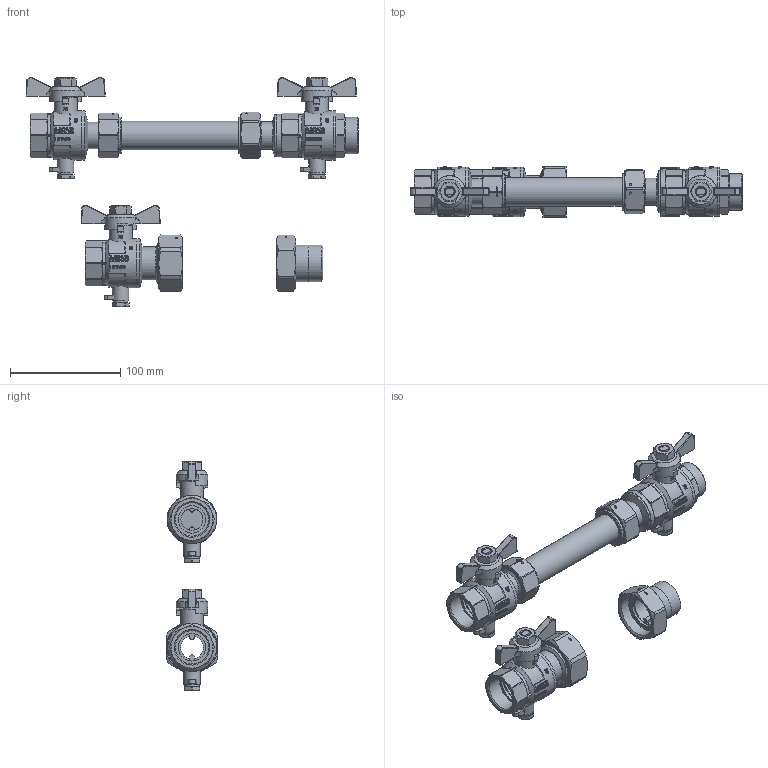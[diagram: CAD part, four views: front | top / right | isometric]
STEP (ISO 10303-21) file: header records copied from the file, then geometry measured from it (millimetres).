
FILE_DESCRIPTION(/* description */ ('Unknown'),/* implementation_level */ '2;1');
FILE_NAME(/* name */ '80230032',/* time_stamp */ '2023-07-12T12:03:03+02:00',/* author */ ('Unknown'),/* organization */ ('Unknown'),/* preprocessor_version */ 'ST-DEVELOPER v18.102',/* originating_system */ 'Solid Edge',/* authorisation */ 'Unknown');
FILE_SCHEMA (('AUTOMOTIVE_DESIGN {1 0 10303 214 3 1 1}'));
Length unit declared in the file: millimetre
Products named in the file (57): 80230032; 98708712-1-130; Rohrnippel-1-130; 722-66_1zoll_oa_0; verschraubung-co; Überwurfmutte 1; Einschraubteil_722_66; Dichtung; Sperring; Dichtung_0; Schtaube; Kvrper-co_oa_1; Körper_722_66; Spindel-zus._oa_2; Spindel; Mutter_M8; Stopfbuchse_; Flügelgriff 1; 725-66; StoppRing; O-Ring; _berwurfmutter; St_tze; Speerring; 711-66; Spindel-co; 600-1-Mutter-fl.g.; Stopfbuchse; Spindeldichtung; F-griff; Körper-zus.; Einschraubteil_; Schraube; Kugel; Kugeldichtung; Körper; 722-67_oa_3; Spindel-co_oa_4; F-griff-1; M10-1-Mutter-al.g. ...
Assembly tree (58 placements, depth 5):
  80230032
    98708712-1-130
      Rohrnippel-1-130
    722-66_1zoll_oa_0
      verschraubung-co
        Überwurfmutte 1
        Einschraubteil_722_66
        Dichtung
        Sperring
      Dichtung_0
      Schtaube
      Kvrper-co_oa_1
        Körper_722_66
      Spindel-zus._oa_2
        Spindel
        Mutter_M8
        Stopfbuchse_
      Flügelgriff 1
    725-66
      Dichtung
      StoppRing
      O-Ring
      _berwurfmutter
      St_tze
      Speerring
    711-66
      Spindel-co
        Spindel
        600-1-Mutter-fl.g.
        Stopfbuchse
        Spindeldichtung
      F-griff
      Körper-zus.
        Einschraubteil_
        Schraube
        Dichtung
        Kugel
        Kugeldichtung  x2
        Körper
    722-67_oa_3
      Spindel-co_oa_4
        Spindel
        Stopfbuchse
        F-griff-1
        M10-1-Mutter-al.g.
      Einschraubteil
      Kvrper-co_oa_5
        Kvrper
        Schraube
        Dichtung
        _WM-1_1_4
          _wm
          s-ring
          Dichtung-_wm
    724-67
      Dichtung
      St_tze
      _berwurfmutter
Bounding box: 301.75 x 46.5 x 208.4 mm (x, y, z)
Volume: 275035.4 mm3; surface area: 179457.6 mm2
Topology: 44 solids, 44 shells, 3694 faces, 10149 edges, 6693 vertices
Faces by surface type: plane 2899, cylinder 454, cone 261, bspline 46, sphere 25, torus 9
Full cylindrical faces by diameter (mm): 1.5 x7, 5 x3, 5.9 x3, 8.5 x3, 8.8 x3, 8.92 x3, 10 x6, 12 x6, 12.1 x4, 12.5 x3, 13 x3, 14 x3, 14.5 x3, 15 x3, 16 x3, 16.3 x1, 16.5 x3, 18 x3, 20 x3, 20.9 x1, 21 x4, 22 x1, 22.5 x3, 24 x3, 24.5 x3, 25 x5, 26 x1, 26.3 x1, 28 x2, 29 x1
Entity records: 136131 total; most frequent: CARTESIAN_POINT 38449, DIRECTION 21925, ORIENTED_EDGE 19440, EDGE_CURVE 9720, AXIS2_PLACEMENT_3D 9074, VERTEX_POINT 6562, FACE_BOUND 4174, EDGE_LOOP 4171
